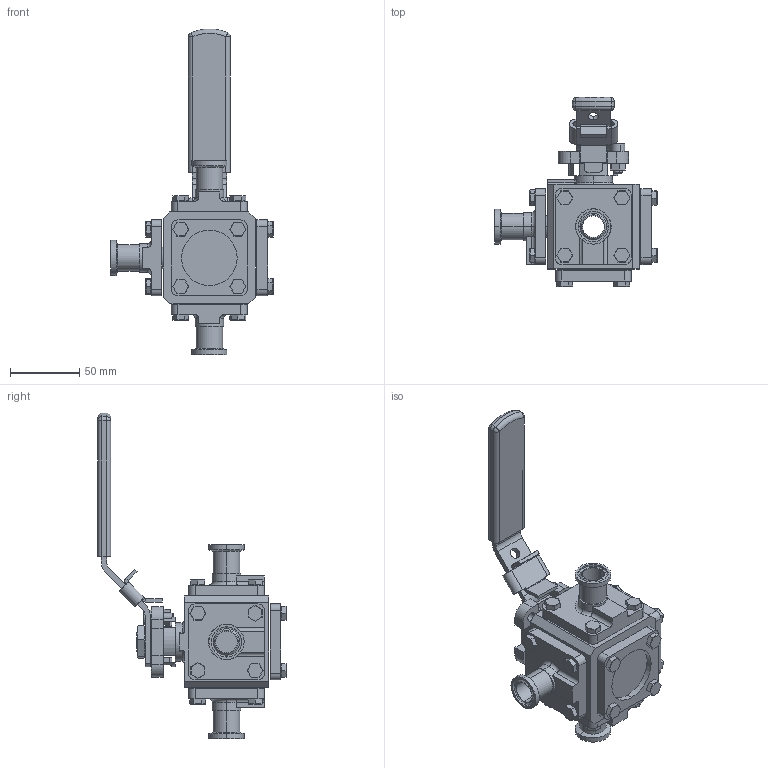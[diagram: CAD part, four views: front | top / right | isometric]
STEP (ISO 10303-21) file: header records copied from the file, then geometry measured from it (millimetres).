
FILE_DESCRIPTION (( 'STEP AP214' ), '1' );
FILE_NAME ('33-SA-0075-XXX.step', '2019-09-30T20:16:32', ( '' ), ( '' ), 'SwSTEP 2.0', 'SolidWorks 2019', '' );
FILE_SCHEMA (( 'AUTOMOTIVE_DESIGN' ));
Length unit declared in the file: millimetre
Products named in the file (2): 33-SA-0075-XXX
Bounding box: 116.81 x 136.19 x 234.97 mm (x, y, z)
Surface area: 91823 mm2 (no closed solid volume)
Topology: 0 solids, 38 shells, 590 faces, 1628 edges, 1073 vertices
Faces by surface type: plane 422, cylinder 117, cone 25, torus 20, sphere 4, bspline 2
Entity records: 25383 total; most frequent: CARTESIAN_POINT 3830, DIRECTION 3183, ORIENTED_EDGE 2801, EDGE_CURVE 1622, VECTOR 1139, LINE 1139, VERTEX_POINT 1073, AXIS2_PLACEMENT_3D 1022
